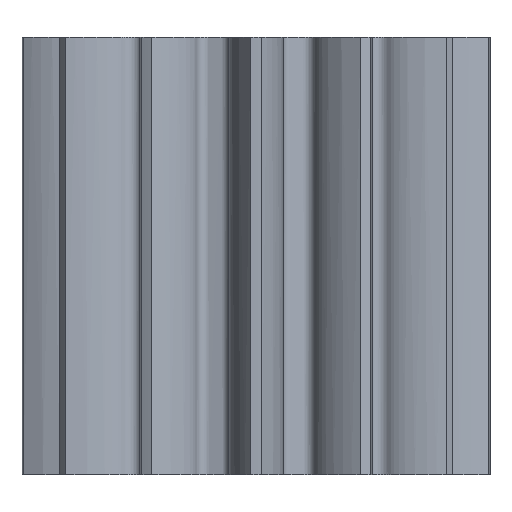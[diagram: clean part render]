
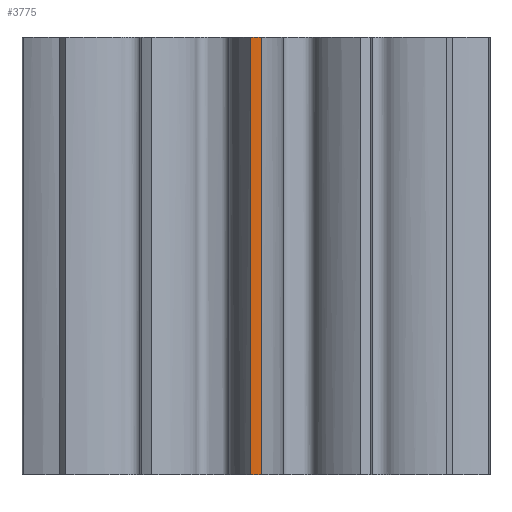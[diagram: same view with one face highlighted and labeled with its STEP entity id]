
A CAD part, left-side view. The second image highlights one B-rep face of the part: STEP entity #3775.
In plain terms, the highlighted cylindrical face has radius 10.229 mm (diameter 20.458 mm), a partial arc.
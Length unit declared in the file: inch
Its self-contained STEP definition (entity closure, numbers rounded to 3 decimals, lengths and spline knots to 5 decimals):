
#200 = VERTEX_POINT ( 'NONE', #5852 ) ;
#336 = LINE ( 'NONE', #1444, #5109 ) ;
#724 = ORIENTED_EDGE ( 'NONE', *, *, #2301, .F. ) ;
#783 = CARTESIAN_POINT ( 'NONE',  ( 0., 0., 0. ) ) ;
#1055 = EDGE_LOOP ( 'NONE', ( #724, #2344, #1574, #3075 ) ) ;
#1371 = CARTESIAN_POINT ( 'NONE',  ( -0.40261, 0.00951, 0. ) ) ;
#1444 = CARTESIAN_POINT ( 'NONE',  ( -0.40261, -0.00951, 0. ) ) ;
#1574 = ORIENTED_EDGE ( 'NONE', *, *, #3610, .F. ) ;
#1749 = CARTESIAN_POINT ( 'NONE',  ( -0.40261, -0.00951, -0.375 ) ) ;
#1819 = FACE_OUTER_BOUND ( 'NONE', #1055, .T. ) ;
#2089 = CARTESIAN_POINT ( 'NONE',  ( 0., 0., -0.375 ) ) ;
#2120 = VECTOR ( 'NONE', #4998, 39.37008 ) ;
#2124 = VERTEX_POINT ( 'NONE', #1749 ) ;
#2301 = EDGE_CURVE ( 'NONE', #2676, #2124, #336, .T. ) ;
#2344 = ORIENTED_EDGE ( 'NONE', *, *, #2891, .T. ) ;
#2676 = VERTEX_POINT ( 'NONE', #6590 ) ;
#2885 = DIRECTION ( 'NONE',  ( 0., 0., 1. ) ) ;
#2891 = EDGE_CURVE ( 'NONE', #2676, #3738, #4665, .T. ) ;
#3075 = ORIENTED_EDGE ( 'NONE', *, *, #4261, .T. ) ;
#3259 = DIRECTION ( 'NONE',  ( 0., 0., 1. ) ) ;
#3610 = EDGE_CURVE ( 'NONE', #200, #3738, #5068, .T. ) ;
#3738 = VERTEX_POINT ( 'NONE', #4925 ) ;
#3755 = AXIS2_PLACEMENT_3D ( 'NONE', #783, #2885, #4960 ) ;
#3775 = ADVANCED_FACE ( 'NONE', ( #1819 ), #5994, .T. ) ;
#3777 = DIRECTION ( 'NONE',  ( 1., 0., 0. ) ) ;
#4261 = EDGE_CURVE ( 'NONE', #200, #2124, #4290, .T. ) ;
#4290 = CIRCLE ( 'NONE', #4833, 0.40272 ) ;
#4562 = DIRECTION ( 'NONE',  ( 0., 0., -1. ) ) ;
#4665 = CIRCLE ( 'NONE', #6412, 0.40272 ) ;
#4833 = AXIS2_PLACEMENT_3D ( 'NONE', #2089, #3259, #3777 ) ;
#4925 = CARTESIAN_POINT ( 'NONE',  ( -0.40261, 0.00951, 0.375 ) ) ;
#4960 = DIRECTION ( 'NONE',  ( 1., 0., 0. ) ) ;
#4998 = DIRECTION ( 'NONE',  ( 0., 0., 1. ) ) ;
#5068 = LINE ( 'NONE', #1371, #2120 ) ;
#5109 = VECTOR ( 'NONE', #4562, 39.37008 ) ;
#5852 = CARTESIAN_POINT ( 'NONE',  ( -0.40261, 0.00951, -0.375 ) ) ;
#5994 = CYLINDRICAL_SURFACE ( 'NONE', #3755, 0.40272 ) ;
#6009 = DIRECTION ( 'NONE',  ( 0., 0., -1. ) ) ;
#6042 = CARTESIAN_POINT ( 'NONE',  ( 0., 0., 0.375 ) ) ;
#6412 = AXIS2_PLACEMENT_3D ( 'NONE', #6042, #6009, #6579 ) ;
#6579 = DIRECTION ( 'NONE',  ( 1., 0., 0. ) ) ;
#6590 = CARTESIAN_POINT ( 'NONE',  ( -0.40261, -0.00951, 0.375 ) ) ;
